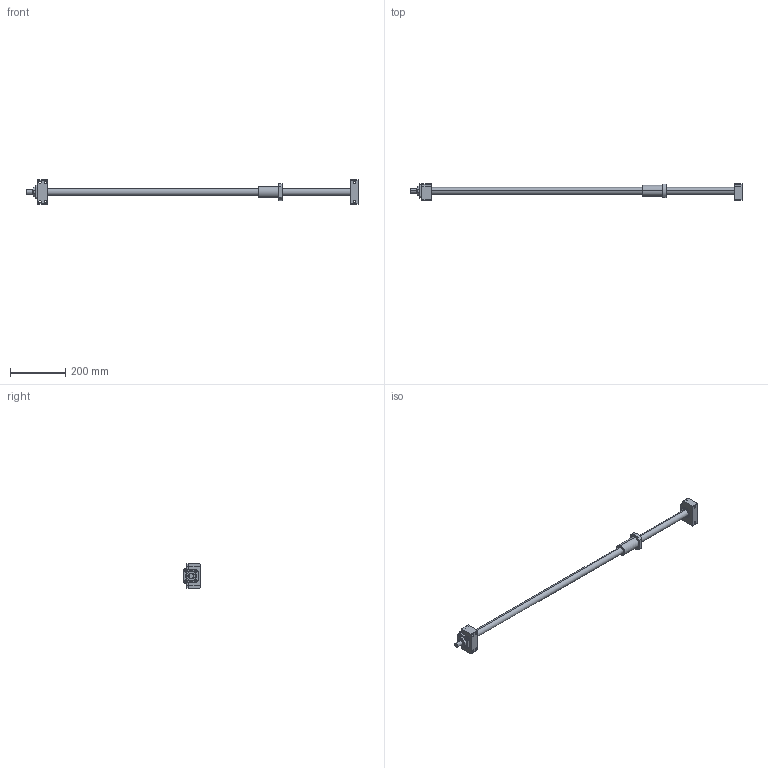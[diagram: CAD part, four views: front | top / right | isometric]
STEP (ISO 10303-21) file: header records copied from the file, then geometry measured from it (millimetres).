
FILE_DESCRIPTION (( 'STEP AP214' ), '1' );
FILE_NAME ('F2RFU2510-1200-BF20BK20.STEP', '2025-11-13T16:45:26', ( '' ), ( '' ), 'SwSTEP 2.0', 'SolidWorks 2023', '' );
FILE_SCHEMA (( 'AUTOMOTIVE_DESIGN' ));
Length unit declared in the file: millimetre
Products named in the file (11): BK20Yes.stp; BF 20 Part2; FS2510BKBF-1200; BK20Yes; F2RFU2510-1200-BF20BK20; BF20(2); BF 20 Part1; BF20; BK 20collar.stp; 25X10 Ball Nut; BK 20.stp
Assembly tree (10 placements, depth 4):
  F2RFU2510-1200-BF20BK20
    FS2510BKBF-1200
    BF20
      BF20(2)
        BF 20 Part1
        BF 20 Part2
    BK20Yes
      BK20Yes.stp
        BK 20.stp
        BK 20collar.stp
    25X10 Ball Nut
Bounding box: 1207 x 60 x 88 mm (x, y, z)
Volume: 906211.7 mm3; surface area: 186142.9 mm2
Topology: 6 solids, 7 shells, 287 faces, 685 edges, 451 vertices
Faces by surface type: plane 133, cylinder 120, cone 24, torus 10
Entity records: 8920 total; most frequent: CARTESIAN_POINT 1666, DIRECTION 1536, ORIENTED_EDGE 1370, EDGE_CURVE 685, AXIS2_PLACEMENT_3D 593, VERTEX_POINT 451, EDGE_LOOP 362, LINE 350
